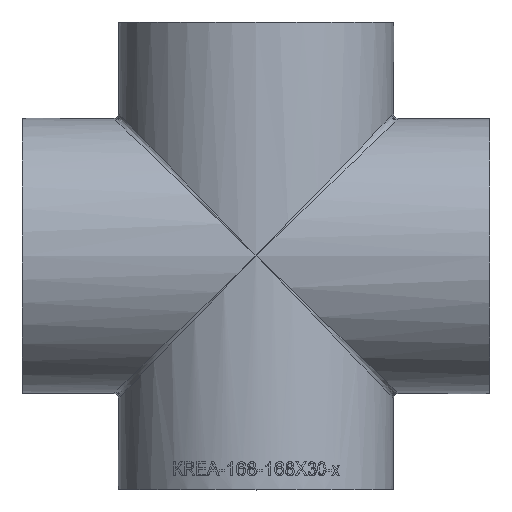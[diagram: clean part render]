
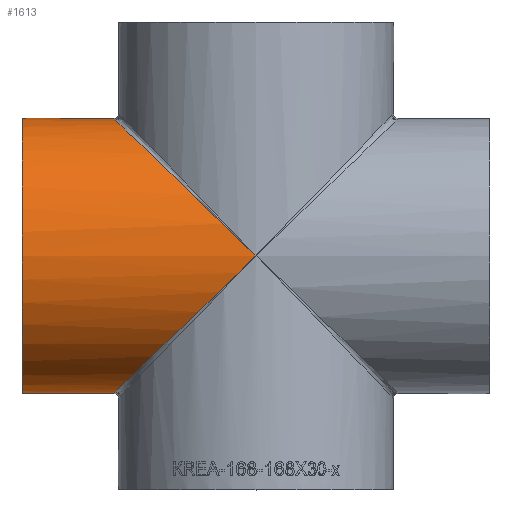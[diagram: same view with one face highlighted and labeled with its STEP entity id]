
A CAD part, top view. The second image highlights one B-rep face of the part: STEP entity #1613.
In plain terms, the highlighted cylindrical face has radius 84.15 mm (diameter 168.3 mm), a full revolution.
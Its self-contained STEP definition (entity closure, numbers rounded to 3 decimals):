
#717 = CARTESIAN_POINT ( 'NONE',  ( -174.3, -168.3, 84.15 ) ) ;
#1613 = ADVANCED_FACE ( 'NONE', ( #4525, #29852 ), #34821, .T. ) ;
#1853 = EDGE_CURVE ( 'NONE', #28457, #36022, #12907, .T. ) ;
#2519 = EDGE_CURVE ( 'NONE', #36022, #28457, #16624, .T. ) ;
#4525 = FACE_OUTER_BOUND ( 'NONE', #31104, .T. ) ;
#4929 = CARTESIAN_POINT ( 'NONE',  ( -174.3, 168.3, -84.15 ) ) ;
#5501 = AXIS2_PLACEMENT_3D ( 'NONE', #20767, #20948, #24010 ) ;
#7329 = CARTESIAN_POINT ( 'NONE',  ( 0., 0., -84.15 ) ) ;
#8038 = CARTESIAN_POINT ( 'NONE',  ( 0., 0., 84.15 ) ) ;
#11818 = CARTESIAN_POINT ( 'NONE',  ( 0., 0., 84.15 ) ) ;
#12365 = DIRECTION ( 'NONE',  ( -1., 0., 0. ) ) ;
#12907 =( BOUNDED_CURVE ( )  B_SPLINE_CURVE ( 3, ( #8038, #18423, #4929, #7329 ),
 .UNSPECIFIED., .F., .T. ) 
 B_SPLINE_CURVE_WITH_KNOTS ( ( 4, 4 ),
 ( 4.712, 7.854 ),
 .UNSPECIFIED. ) 
 CURVE ( )  GEOMETRIC_REPRESENTATION_ITEM ( )  RATIONAL_B_SPLINE_CURVE ( ( 1., 0.333, 0.333, 1. ) ) 
 REPRESENTATION_ITEM ( '' )  );
#14343 = ORIENTED_EDGE ( 'NONE', *, *, #2519, .T. ) ;
#16192 = ORIENTED_EDGE ( 'NONE', *, *, #1853, .T. ) ;
#16624 =( BOUNDED_CURVE ( )  B_SPLINE_CURVE ( 3, ( #31161, #25679, #717, #11818 ),
 .UNSPECIFIED., .F., .T. ) 
 B_SPLINE_CURVE_WITH_KNOTS ( ( 4, 4 ),
 ( 4.712, 7.854 ),
 .UNSPECIFIED. ) 
 CURVE ( )  GEOMETRIC_REPRESENTATION_ITEM ( )  RATIONAL_B_SPLINE_CURVE ( ( 1., 0.333, 0.333, 1. ) ) 
 REPRESENTATION_ITEM ( '' )  );
#17008 = CIRCLE ( 'NONE', #33923, 84.15 ) ;
#17850 = CARTESIAN_POINT ( 'NONE',  ( -143., 0., 0. ) ) ;
#18423 = CARTESIAN_POINT ( 'NONE',  ( -174.3, 168.3, 84.15 ) ) ;
#20767 = CARTESIAN_POINT ( 'NONE',  ( 143., 0., 0. ) ) ;
#20948 = DIRECTION ( 'NONE',  ( -1., 0., 0. ) ) ;
#23448 = CARTESIAN_POINT ( 'NONE',  ( 0., 0., -84.15 ) ) ;
#24010 = DIRECTION ( 'NONE',  ( 0., 0., 1. ) ) ;
#24869 = CARTESIAN_POINT ( 'NONE',  ( -143., 0., 84.15 ) ) ;
#25679 = CARTESIAN_POINT ( 'NONE',  ( -174.3, -168.3, -84.15 ) ) ;
#27831 = EDGE_LOOP ( 'NONE', ( #14343, #16192 ) ) ;
#27966 = VERTEX_POINT ( 'NONE', #24869 ) ;
#28457 = VERTEX_POINT ( 'NONE', #32701 ) ;
#29852 = FACE_OUTER_BOUND ( 'NONE', #27831, .T. ) ;
#31104 = EDGE_LOOP ( 'NONE', ( #34280 ) ) ;
#31161 = CARTESIAN_POINT ( 'NONE',  ( 0., 0., -84.15 ) ) ;
#32701 = CARTESIAN_POINT ( 'NONE',  ( 0., 0., 84.15 ) ) ;
#33923 = AXIS2_PLACEMENT_3D ( 'NONE', #17850, #12365, #34643 ) ;
#34280 = ORIENTED_EDGE ( 'NONE', *, *, #35498, .F. ) ;
#34643 = DIRECTION ( 'NONE',  ( 0., 0., 1. ) ) ;
#34821 = CYLINDRICAL_SURFACE ( 'NONE', #5501, 84.15 ) ;
#35498 = EDGE_CURVE ( 'NONE', #27966, #27966, #17008, .T. ) ;
#36022 = VERTEX_POINT ( 'NONE', #23448 ) ;
